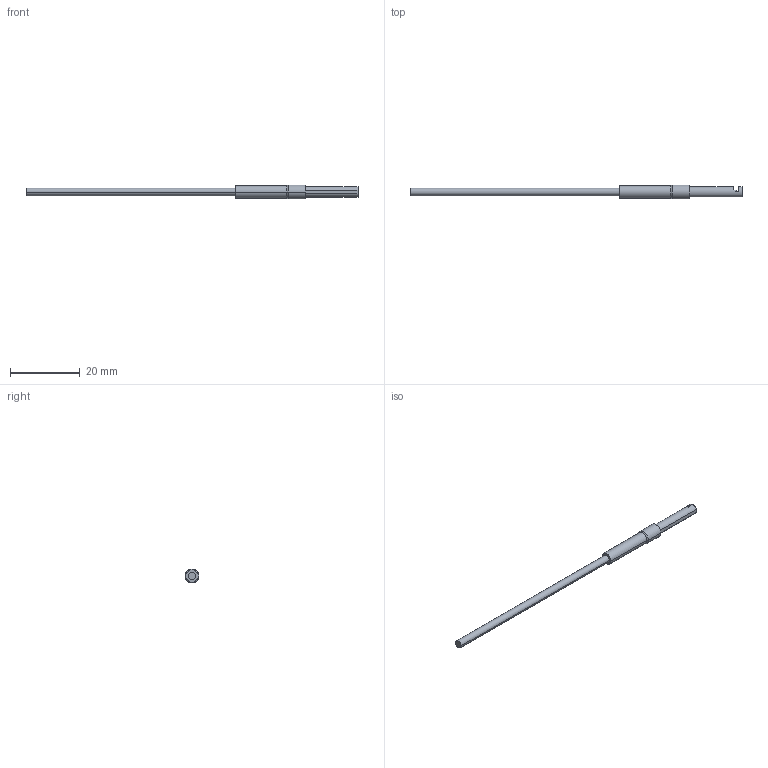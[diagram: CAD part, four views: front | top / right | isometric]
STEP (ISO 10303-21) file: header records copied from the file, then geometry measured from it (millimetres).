
FILE_DESCRIPTION((''),'2;1');
FILE_NAME('CAD2419_SW0001','2016-09-08T',('cmozuch'),(''),'PRO/ENGINEER BY PARAMETRIC TECHNOLOGY CORPORATION, 2015440','PRO/ENGINEER BY PARAMETRIC TECHNOLOGY CORPORATION, 2015440','');
FILE_SCHEMA(('CONFIG_CONTROL_DESIGN'));
Length unit declared in the file: millimetre
Products named in the file (1): CAD2419_SW0001
Bounding box: 95 x 4 x 4 mm (x, y, z)
Volume: 535.6 mm3; surface area: 813.6 mm2
Topology: 1 solids, 1 shells, 22 faces, 49 edges, 33 vertices
Faces by surface type: plane 11, cylinder 9, torus 2
Entity records: 853 total; most frequent: DIRECTION 118, CARTESIAN_POINT 108, ORIENTED_EDGE 98, AXIS2_PLACEMENT_3D 49, EDGE_CURVE 49, VERTEX_POINT 33, COLOUR_RGB 31, CIRCLE 27
